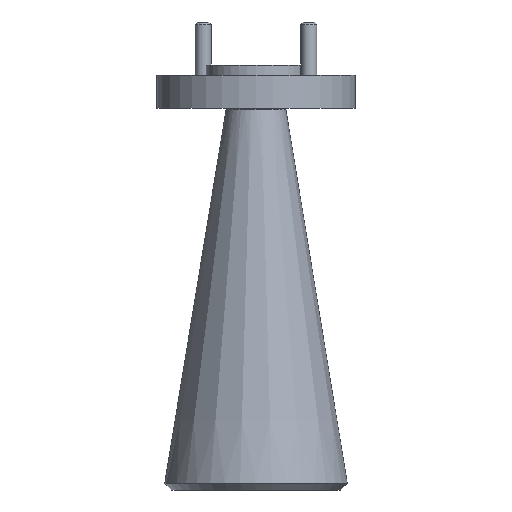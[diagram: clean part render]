
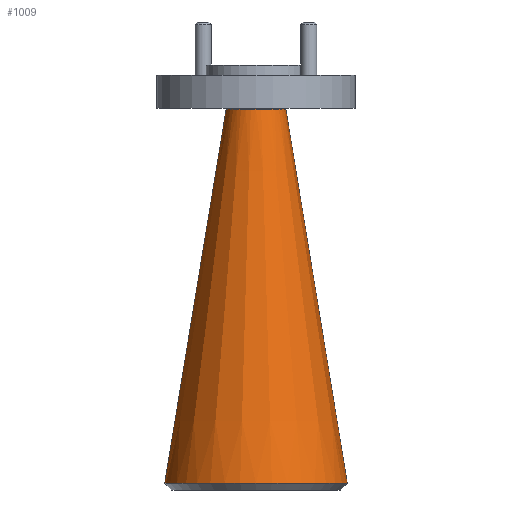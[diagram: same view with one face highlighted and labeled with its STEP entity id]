
A CAD part, front view. The second image highlights one B-rep face of the part: STEP entity #1009.
In plain terms, the highlighted conical face has half-angle 9.33 degrees and reference radius 2.857 mm.
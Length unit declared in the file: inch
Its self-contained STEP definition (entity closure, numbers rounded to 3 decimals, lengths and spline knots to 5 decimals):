
#3 = AXIS2_PLACEMENT_3D ( 'NONE', #152, #1834, #1529 ) ;
#83 = DIRECTION ( 'NONE',  ( -0.162, 0., -0.987 ) ) ;
#128 = AXIS2_PLACEMENT_3D ( 'NONE', #1176, #1633, #264 ) ;
#152 = CARTESIAN_POINT ( 'NONE',  ( 0., 0., -1.53723 ) ) ;
#233 = DIRECTION ( 'NONE',  ( -1., 0., 0. ) ) ;
#264 = DIRECTION ( 'NONE',  ( -1., 0., 0. ) ) ;
#383 = EDGE_LOOP ( 'NONE', ( #566, #1210, #720, #836 ) ) ;
#493 = CIRCLE ( 'NONE', #3, 0.34402 ) ;
#530 = AXIS2_PLACEMENT_3D ( 'NONE', #1711, #1463, #233 ) ;
#566 = ORIENTED_EDGE ( 'NONE', *, *, #661, .F. ) ;
#612 = VECTOR ( 'NONE', #1433, 39.37008 ) ;
#651 = LINE ( 'NONE', #1725, #612 ) ;
#661 = EDGE_CURVE ( 'NONE', #1153, #1220, #651, .T. ) ;
#720 = ORIENTED_EDGE ( 'NONE', *, *, #741, .T. ) ;
#741 = EDGE_CURVE ( 'NONE', #903, #1630, #830, .T. ) ;
#765 = EDGE_CURVE ( 'NONE', #1630, #1220, #493, .T. ) ;
#830 = LINE ( 'NONE', #992, #1491 ) ;
#836 = ORIENTED_EDGE ( 'NONE', *, *, #765, .T. ) ;
#885 = CARTESIAN_POINT ( 'NONE',  ( -0.34402, 0., -1.53723 ) ) ;
#903 = VERTEX_POINT ( 'NONE', #1115 ) ;
#992 = CARTESIAN_POINT ( 'NONE',  ( -0.1125, 0., -0.128 ) ) ;
#1009 = ADVANCED_FACE ( 'NONE', ( #1449 ), #1394, .T. ) ;
#1115 = CARTESIAN_POINT ( 'NONE',  ( -0.1125, 0., -0.128 ) ) ;
#1153 = VERTEX_POINT ( 'NONE', #1770 ) ;
#1176 = CARTESIAN_POINT ( 'NONE',  ( 0., 0., -0.128 ) ) ;
#1210 = ORIENTED_EDGE ( 'NONE', *, *, #1680, .T. ) ;
#1220 = VERTEX_POINT ( 'NONE', #1794 ) ;
#1362 = CIRCLE ( 'NONE', #128, 0.1125 ) ;
#1394 = CONICAL_SURFACE ( 'NONE', #530, 0.1125, 0.163 ) ;
#1433 = DIRECTION ( 'NONE',  ( 0.162, 0., -0.987 ) ) ;
#1449 = FACE_OUTER_BOUND ( 'NONE', #383, .T. ) ;
#1463 = DIRECTION ( 'NONE',  ( 0., 0., -1. ) ) ;
#1491 = VECTOR ( 'NONE', #83, 39.37008 ) ;
#1529 = DIRECTION ( 'NONE',  ( -1., 0., 0. ) ) ;
#1630 = VERTEX_POINT ( 'NONE', #885 ) ;
#1633 = DIRECTION ( 'NONE',  ( 0., 0., -1. ) ) ;
#1680 = EDGE_CURVE ( 'NONE', #1153, #903, #1362, .T. ) ;
#1711 = CARTESIAN_POINT ( 'NONE',  ( 0., 0., -0.128 ) ) ;
#1725 = CARTESIAN_POINT ( 'NONE',  ( 0.1125, 0., -0.128 ) ) ;
#1770 = CARTESIAN_POINT ( 'NONE',  ( 0.1125, 0., -0.128 ) ) ;
#1794 = CARTESIAN_POINT ( 'NONE',  ( 0.34402, 0., -1.53723 ) ) ;
#1834 = DIRECTION ( 'NONE',  ( 0., 0., 1. ) ) ;
